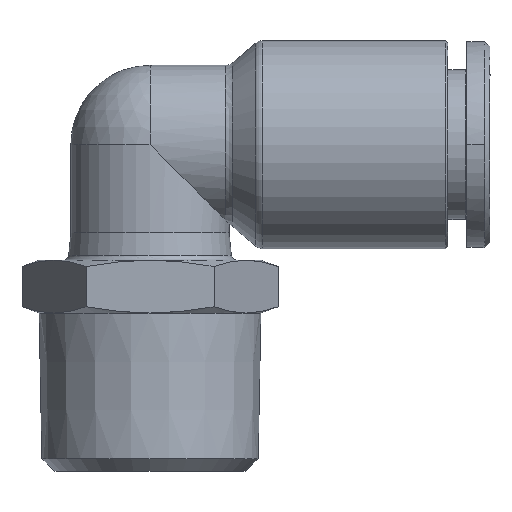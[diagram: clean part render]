
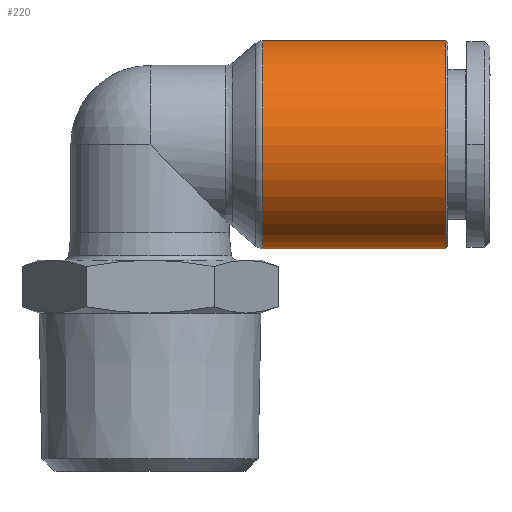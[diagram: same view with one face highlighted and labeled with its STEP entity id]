
A CAD part, front view. The second image highlights one B-rep face of the part: STEP entity #220.
In plain terms, the highlighted cylindrical face has radius 9.85 mm (diameter 19.7 mm), a partial arc.
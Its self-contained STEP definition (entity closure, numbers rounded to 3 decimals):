
#179=CARTESIAN_POINT('',(2.872,0.,0.));
#180=DIRECTION('',(1.0,0.0,0.0));
#181=DIRECTION('',(0.0,0.0,1.0));
#182=AXIS2_PLACEMENT_3D('',#179,#180,#181);
#183=CYLINDRICAL_SURFACE('',#182,9.85);
#184=CARTESIAN_POINT('',(-4.764,0.,9.85));
#185=VERTEX_POINT('',#184);
#186=CARTESIAN_POINT('',(12.572,0.,9.85));
#187=VERTEX_POINT('',#186);
#188=CARTESIAN_POINT('',(-4.764,0.,9.85));
#189=DIRECTION('',(1.0,0.0,0.0));
#190=VECTOR('',#189,17.336);
#191=LINE('',#188,#190);
#192=EDGE_CURVE('',#185,#187,#191,.T.);
#193=ORIENTED_EDGE('',*,*,#192,.F.);
#194=CARTESIAN_POINT('',(-4.764,0.,-9.85));
#195=VERTEX_POINT('',#194);
#196=CARTESIAN_POINT('',(-4.764,0.,0.));
#197=DIRECTION('',(-1.0,0.0,0.0));
#198=DIRECTION('',(0.0,0.0,-1.0));
#199=AXIS2_PLACEMENT_3D('',#196,#197,#198);
#200=CIRCLE('',#199,9.85);
#201=EDGE_CURVE('',#195,#185,#200,.T.);
#202=ORIENTED_EDGE('',*,*,#201,.F.);
#203=CARTESIAN_POINT('',(12.572,0.,-9.85));
#204=VERTEX_POINT('',#203);
#205=CARTESIAN_POINT('',(12.572,0.,-9.85));
#206=DIRECTION('',(-1.0,0.0,0.0));
#207=VECTOR('',#206,17.336);
#208=LINE('',#205,#207);
#209=EDGE_CURVE('',#204,#195,#208,.T.);
#210=ORIENTED_EDGE('',*,*,#209,.F.);
#211=CARTESIAN_POINT('',(12.572,0.,0.));
#212=DIRECTION('',(1.0,0.0,0.0));
#213=DIRECTION('',(0.0,0.0,1.0));
#214=AXIS2_PLACEMENT_3D('',#211,#212,#213);
#215=CIRCLE('',#214,9.85);
#216=EDGE_CURVE('',#187,#204,#215,.T.);
#217=ORIENTED_EDGE('',*,*,#216,.F.);
#218=EDGE_LOOP('',(#193,#202,#210,#217));
#219=FACE_OUTER_BOUND('',#218,.T.);
#220=ADVANCED_FACE('',(#219),#183,.T.);
